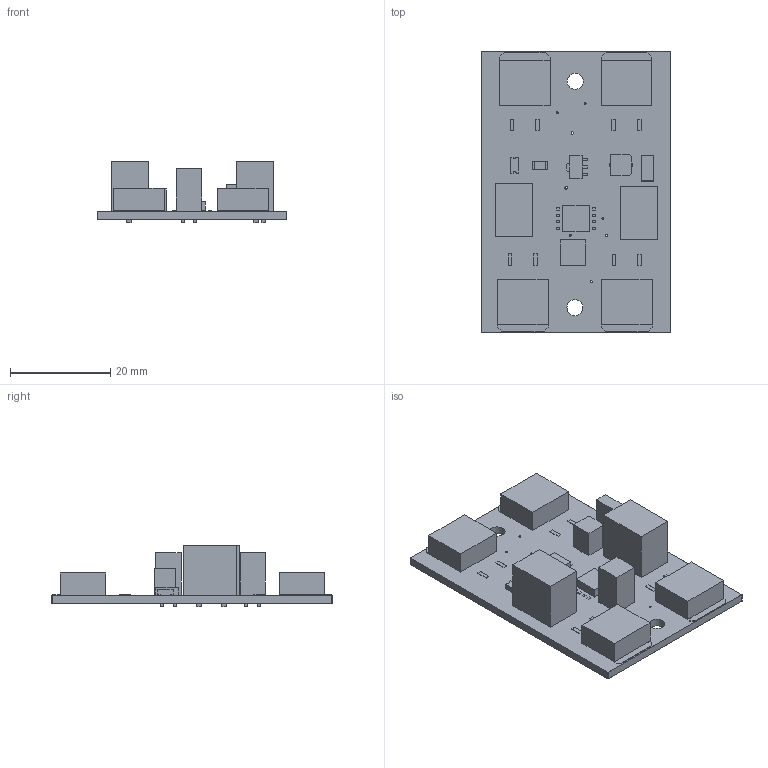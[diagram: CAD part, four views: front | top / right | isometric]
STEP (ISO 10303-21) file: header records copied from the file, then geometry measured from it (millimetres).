
FILE_DESCRIPTION(('testsxl-4'),'2;1');
FILE_NAME('AC_M V2.step','2025-03-24T12:23:02',( 'testsxl-1'),('testsxl-2'),'Open CASCADE STEP processor 7.8', 'testsxl-3','Unknown');
FILE_SCHEMA(('AUTOMOTIVE_DESIGN { 1 0 10303 214 1 1 1 1 }'));
Length unit declared in the file: millimetre
Products named in the file (47): AC_M V2.step 1; FACE; COMPOUND; AC_M V2.step 1.4; SOLID; AC_M V2.step 1.5; AC_M V2.step 1.6; AC_M V2.step 1.7; AC_M V2.step 1.8; AC_M V2.step 1.9; AC_M V2.step 1.10; AC_M V2.step 1.11; AC_M V2.step 1.12; AC_M V2.step 1.13; AC_M V2.step 1.14; AC_M V2.step 1.15; AC_M V2.step 1.16
Assembly tree (46 placements, depth 3):
  AC_M V2.step 1
    FACE
    FACE
    COMPOUND
    AC_M V2.step 1.4
      SOLID
      COMPOUND
    AC_M V2.step 1.5
      SOLID
      COMPOUND
    AC_M V2.step 1.6
      SOLID
      COMPOUND
    AC_M V2.step 1.7
      SOLID
      COMPOUND
    AC_M V2.step 1.8
      SOLID
      COMPOUND
    AC_M V2.step 1.9
      SOLID
      COMPOUND
    AC_M V2.step 1.10
      SOLID
      COMPOUND
      COMPOUND
    AC_M V2.step 1.11
      SOLID
      COMPOUND
      COMPOUND
    AC_M V2.step 1.12
      SOLID
      COMPOUND
      COMPOUND
    AC_M V2.step 1.13
      SOLID
      COMPOUND
      COMPOUND
    AC_M V2.step 1.14
      SOLID
      COMPOUND
    AC_M V2.step 1.15
      SOLID
      COMPOUND
    AC_M V2.step 1.16
      SOLID
      COMPOUND
Bounding box: 37.98 x 55.98 x 12.31 mm (x, y, z)
Volume: 7125.6 mm3; surface area: 12554.5 mm2
Topology: 53 solids, 55 shells, 996 faces, 2720 edges, 1832 vertices
Faces by surface type: plane 976, cylinder 20
Full cylindrical faces by diameter (mm): 0.4 x6, 0.5 x2, 1 x6, 1.4 x4, 3.2 x2
Entity records: 67479 total; most frequent: CARTESIAN_POINT 10979, DIRECTION 10270, LINE 7944, VECTOR 7944, ORIENTED_EDGE 5384, PCURVE 5384, DEFINITIONAL_REPRESENTATION 5384, EDGE_CURVE 2720
